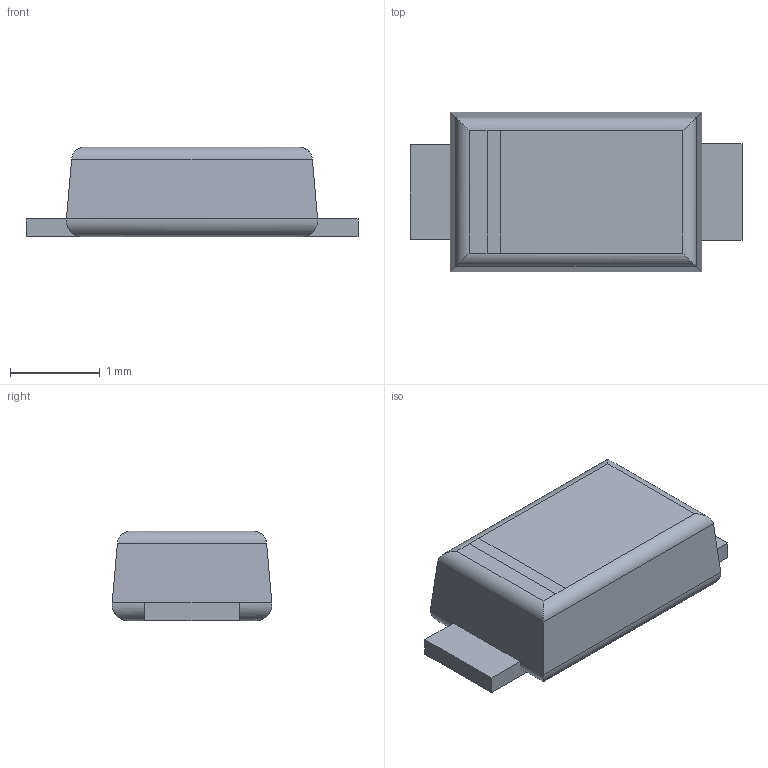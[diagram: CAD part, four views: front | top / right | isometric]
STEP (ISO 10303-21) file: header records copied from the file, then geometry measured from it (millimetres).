
FILE_DESCRIPTION(/* description */ (''),/* implementation_level */ '2;1');
FILE_NAME(/* name */ 'DFLS130L.step',/* time_stamp */ '2023-11-03T12:06:43-07:00',/* author */ (''),/* organization */ (''),/* preprocessor_version */ 'ST-DEVELOPER v20',/* originating_system */ 'Autodesk Translation Framework v12.14.0.127',/* authorisation */ '');
FILE_SCHEMA (('AUTOMOTIVE_DESIGN { 1 0 10303 214 3 1 1 }'));
Length unit declared in the file: millimetre
Products named in the file (1): (Unsaved)
Bounding box: 3.7 x 1.78 x 1 mm (x, y, z)
Volume: 4.8 mm3; surface area: 26.5 mm2
Topology: 4 solids, 4 shells, 56 faces, 128 edges, 80 vertices
Faces by surface type: plane 46, cylinder 10
Entity records: 1587 total; most frequent: CARTESIAN_POINT 265, ORIENTED_EDGE 256, DIRECTION 254, EDGE_CURVE 128, LINE 116, VECTOR 116, VERTEX_POINT 80, AXIS2_PLACEMENT_3D 69
